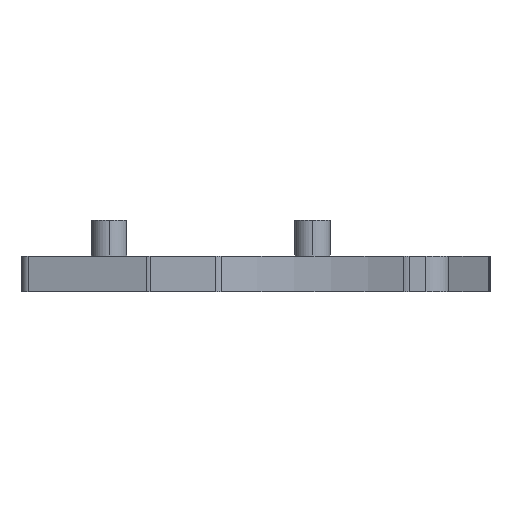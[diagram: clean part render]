
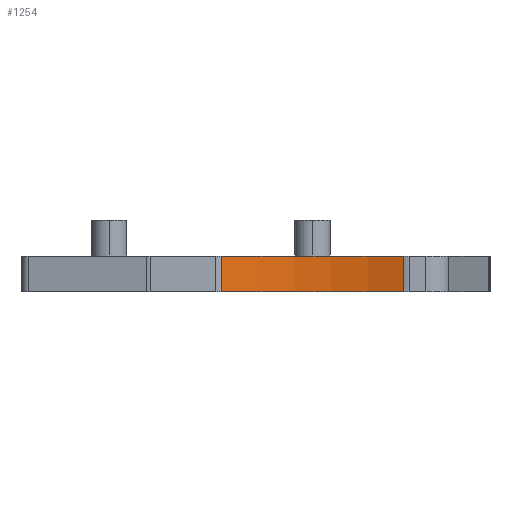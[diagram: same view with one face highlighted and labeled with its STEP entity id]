
A CAD part, left-side view. The second image highlights one B-rep face of the part: STEP entity #1254.
In plain terms, the highlighted cylindrical face has radius 16 mm (diameter 32 mm), a partial arc.
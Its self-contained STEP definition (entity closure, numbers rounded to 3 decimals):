
#41=CARTESIAN_POINT('',(-57.346,0.061,-1.1));
#42=DIRECTION('',(0.,0.,-1.));
#43=DIRECTION('',(0.935,0.354,0.));
#44=AXIS2_PLACEMENT_3D('',#41,#42,#43);
#264=CARTESIAN_POINT('',(-57.346,0.061,1.1));
#265=DIRECTION('',(0.,0.,-1.));
#266=DIRECTION('',(0.935,0.354,0.));
#267=AXIS2_PLACEMENT_3D('',#264,#265,#266);
#475=DIRECTION('',(0.,0.,1.));
#476=VECTOR('',#475,2.2);
#477=CARTESIAN_POINT('',(-42.381,5.723,-1.1));
#478=LINE('',#477,#476);
#479=DIRECTION('',(0.,0.,1.));
#480=VECTOR('',#479,2.2);
#481=CARTESIAN_POINT('',(-42.381,-5.601,-1.1));
#482=LINE('',#481,#480);
#585=CARTESIAN_POINT('',(-42.381,5.723,-1.1));
#586=VERTEX_POINT('',#585);
#587=CARTESIAN_POINT('',(-42.381,-5.601,-1.1));
#588=VERTEX_POINT('',#587);
#637=CARTESIAN_POINT('',(-42.381,5.723,1.1));
#638=VERTEX_POINT('',#637);
#639=CARTESIAN_POINT('',(-42.381,-5.601,1.1));
#640=VERTEX_POINT('',#639);
#1242=CARTESIAN_POINT('',(-57.346,0.061,-1.1));
#1243=DIRECTION('',(0.,0.,1.));
#1244=DIRECTION('',(1.,0.,0.));
#1245=AXIS2_PLACEMENT_3D('',#1242,#1243,#1244);
#1246=CYLINDRICAL_SURFACE('',#1245,16.);
#1247=ORIENTED_EDGE('',*,*,#740,.F.);
#1248=ORIENTED_EDGE('',*,*,#1237,.T.);
#1249=ORIENTED_EDGE('',*,*,#876,.T.);
#1251=ORIENTED_EDGE('',*,*,#1250,.F.);
#1252=EDGE_LOOP('',(#1247,#1248,#1249,#1251));
#1253=FACE_OUTER_BOUND('',#1252,.F.);
#45=CIRCLE('',#44,16.);
#268=CIRCLE('',#267,16.);
#740=EDGE_CURVE('',#586,#588,#45,.T.);
#876=EDGE_CURVE('',#638,#640,#268,.T.);
#1237=EDGE_CURVE('',#586,#638,#478,.T.);
#1250=EDGE_CURVE('',#588,#640,#482,.T.);
#1254=ADVANCED_FACE('',(#1253),#1246,.F.);
